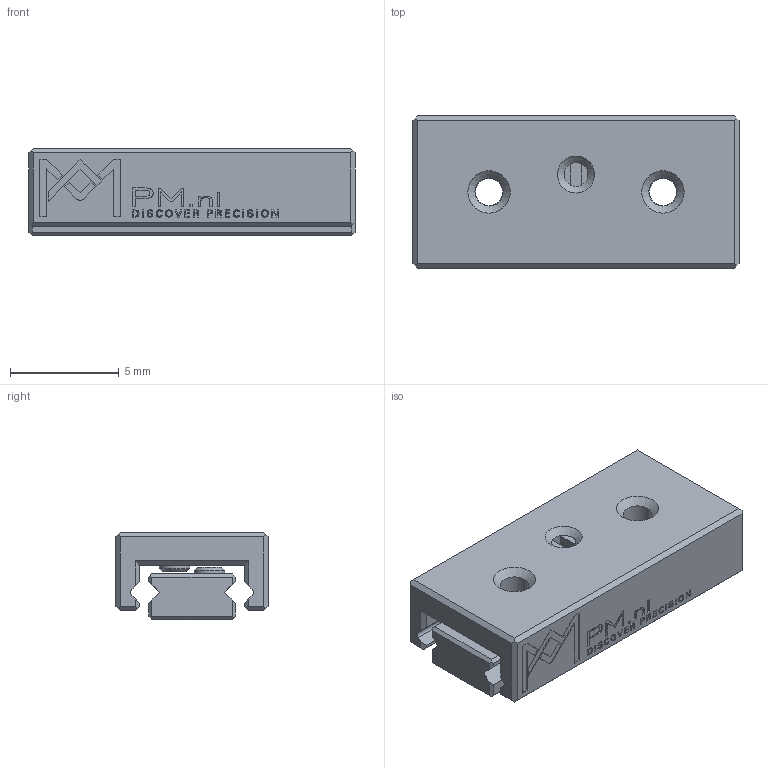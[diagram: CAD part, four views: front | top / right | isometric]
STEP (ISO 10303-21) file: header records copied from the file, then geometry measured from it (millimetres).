
FILE_DESCRIPTION(/* description */ (''),/* implementation_level */ '2;1');
FILE_NAME(/* name */ 'PMM 05-15.stp',/* time_stamp */ '2024-10-18T09:18:54+02:00',/* author */ (''),/* organization */ (''),/* preprocessor_version */ 'ST-DEVELOPER v16.7',/* originating_system */ 'SIEMENS PLM Software NX 12.0',/* authorisation */ '');
FILE_SCHEMA (('AUTOMOTIVE_DESIGN { 1 0 10303 214 3 1 1 1 }'));
Length unit declared in the file: millimetre
Products named in the file (1): 003485_C_2-Slide PMM 05-15 Assy_stp
Bounding box: 15 x 7 x 4 mm (x, y, z)
Volume: 321.9 mm3; surface area: 653.4 mm2
Topology: 4 solids, 4 shells, 688 faces, 1830 edges, 1216 vertices
Faces by surface type: plane 480, bspline 180, cone 18, cylinder 10
Full cylindrical faces by diameter (mm): 1.1 x2, 1.25 x2, 1.316 x2, 1.4 x2
Entity records: 26005 total; most frequent: CARTESIAN_POINT 6205, ORIENTED_EDGE 3600, DIRECTION 2494, EDGE_CURVE 1800, LINE 1388, VECTOR 1388, VERTEX_POINT 1208, EDGE_LOOP 788
